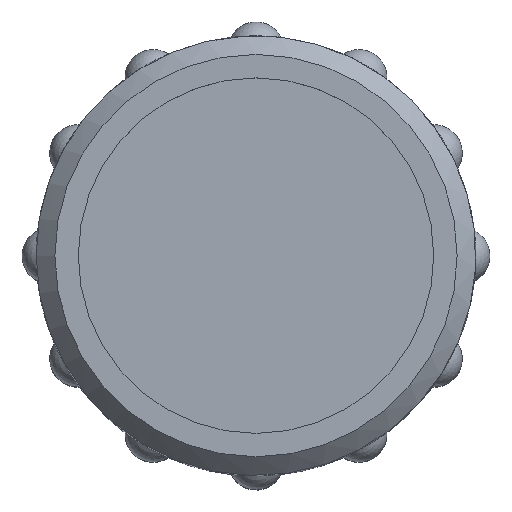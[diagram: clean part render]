
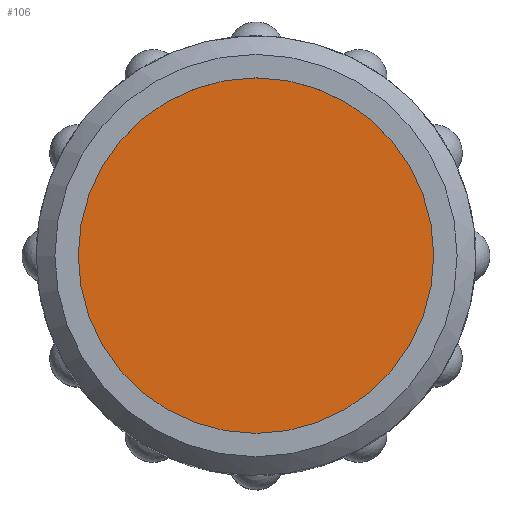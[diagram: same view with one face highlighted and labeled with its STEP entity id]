
A CAD part, top view. The second image highlights one B-rep face of the part: STEP entity #106.
In plain terms, the highlighted planar face has unit normal (0, 0, 1).
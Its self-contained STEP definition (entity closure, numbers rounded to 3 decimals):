
#106 = ADVANCED_FACE( '', ( #224 ), #225, .T. );
#224 = FACE_OUTER_BOUND( '', #349, .T. );
#225 = PLANE( '', #350 );
#349 = EDGE_LOOP( '', ( #618 ) );
#350 = AXIS2_PLACEMENT_3D( '', #619, #620, #621 );
#618 = ORIENTED_EDGE( '', *, *, #801, .T. );
#619 = CARTESIAN_POINT( '', ( 0., 0., 29. ) );
#620 = DIRECTION( '', ( 0., 0., 1. ) );
#621 = DIRECTION( '', ( 1., 0., 0. ) );
#801 = EDGE_CURVE( '', #975, #975, #976, .T. );
#975 = VERTEX_POINT( '', #1451 );
#976 = CIRCLE( '', #1452, 9.5 );
#1451 = CARTESIAN_POINT( '', ( 9.5, 0., 29. ) );
#1452 = AXIS2_PLACEMENT_3D( '', #1617, #1618, #1619 );
#1617 = CARTESIAN_POINT( '', ( 0., 0., 29. ) );
#1618 = DIRECTION( '', ( 0., 0., 1. ) );
#1619 = DIRECTION( '', ( 1., 0., 0. ) );
